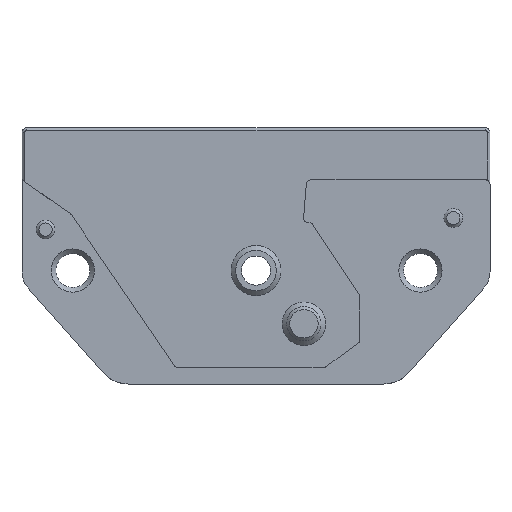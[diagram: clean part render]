
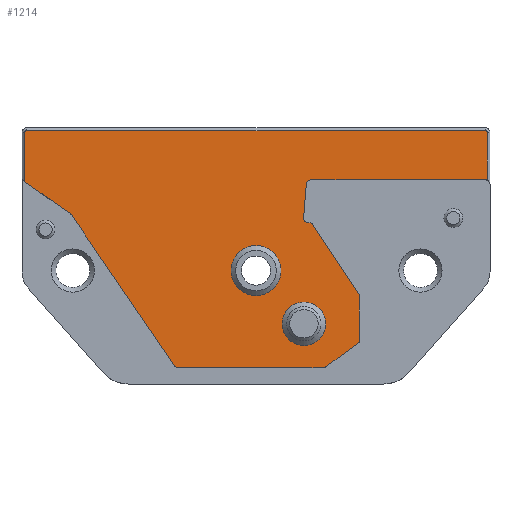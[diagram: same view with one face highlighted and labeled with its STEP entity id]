
A CAD part, top view. The second image highlights one B-rep face of the part: STEP entity #1214.
In plain terms, the highlighted planar face has unit normal (0, 0, 1).
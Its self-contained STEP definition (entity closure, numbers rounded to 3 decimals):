
#19=FACE_BOUND('',#190,.T.);
#20=FACE_BOUND('',#191,.T.);
#43=PLANE('',#1338);
#112=FACE_OUTER_BOUND('',#189,.T.);
#189=EDGE_LOOP('',(#941,#942,#943,#944,#945,#946,#947,#948,#949,#950,#951,
#952,#953,#954,#955,#956,#957,#958,#959,#960,#961,#962));
#190=EDGE_LOOP('',(#963));
#191=EDGE_LOOP('',(#964));
#249=LINE('',#1838,#361);
#252=LINE('',#1849,#364);
#256=LINE('',#1861,#368);
#275=LINE('',#1921,#387);
#282=LINE('',#1939,#394);
#296=LINE('',#1994,#408);
#297=LINE('',#1996,#409);
#298=LINE('',#2000,#410);
#299=LINE('',#2002,#411);
#300=LINE('',#2005,#412);
#301=LINE('',#2009,#413);
#302=LINE('',#2013,#414);
#361=VECTOR('',#1451,10.);
#364=VECTOR('',#1462,10.);
#368=VECTOR('',#1474,10.);
#387=VECTOR('',#1533,10.);
#394=VECTOR('',#1548,10.);
#408=VECTOR('',#1596,10.);
#409=VECTOR('',#1597,10.);
#410=VECTOR('',#1600,10.);
#411=VECTOR('',#1601,10.);
#412=VECTOR('',#1604,10.);
#413=VECTOR('',#1607,10.);
#414=VECTOR('',#1610,10.);
#474=CIRCLE('',#1292,0.2);
#476=CIRCLE('',#1296,0.2);
#480=CIRCLE('',#1315,0.3);
#483=CIRCLE('',#1320,0.5);
#497=CIRCLE('',#1337,0.5);
#498=CIRCLE('',#1339,0.5);
#499=CIRCLE('',#1340,0.5);
#500=CIRCLE('',#1341,0.5);
#501=CIRCLE('',#1342,0.5);
#502=CIRCLE('',#1343,0.5);
#503=CIRCLE('',#1344,2.659);
#504=CIRCLE('',#1345,2.316);
#534=VERTEX_POINT('',#1832);
#536=VERTEX_POINT('',#1836);
#538=VERTEX_POINT('',#1842);
#540=VERTEX_POINT('',#1847);
#542=VERTEX_POINT('',#1854);
#544=VERTEX_POINT('',#1859);
#561=VERTEX_POINT('',#1911);
#562=VERTEX_POINT('',#1912);
#565=VERTEX_POINT('',#1920);
#569=VERTEX_POINT('',#1929);
#570=VERTEX_POINT('',#1931);
#572=VERTEX_POINT('',#1937);
#596=VERTEX_POINT('',#1990);
#597=VERTEX_POINT('',#1995);
#598=VERTEX_POINT('',#1997);
#599=VERTEX_POINT('',#1999);
#600=VERTEX_POINT('',#2001);
#601=VERTEX_POINT('',#2004);
#602=VERTEX_POINT('',#2006);
#603=VERTEX_POINT('',#2008);
#604=VERTEX_POINT('',#2010);
#605=VERTEX_POINT('',#2012);
#606=VERTEX_POINT('',#2015);
#607=VERTEX_POINT('',#2017);
#651=EDGE_CURVE('',#536,#534,#249,.T.);
#654=EDGE_CURVE('',#538,#536,#474,.T.);
#656=EDGE_CURVE('',#540,#538,#252,.T.);
#660=EDGE_CURVE('',#542,#540,#476,.T.);
#662=EDGE_CURVE('',#544,#542,#256,.T.);
#687=EDGE_CURVE('',#561,#562,#480,.T.);
#691=EDGE_CURVE('',#565,#561,#275,.T.);
#696=EDGE_CURVE('',#569,#570,#483,.F.);
#700=EDGE_CURVE('',#569,#572,#282,.T.);
#726=EDGE_CURVE('',#572,#596,#497,.T.);
#728=EDGE_CURVE('',#544,#570,#296,.T.);
#729=EDGE_CURVE('',#596,#597,#297,.T.);
#730=EDGE_CURVE('',#597,#598,#498,.T.);
#731=EDGE_CURVE('',#598,#599,#298,.T.);
#732=EDGE_CURVE('',#599,#600,#299,.T.);
#733=EDGE_CURVE('',#600,#565,#499,.T.);
#734=EDGE_CURVE('',#562,#601,#300,.T.);
#735=EDGE_CURVE('',#602,#601,#500,.F.);
#736=EDGE_CURVE('',#602,#603,#301,.T.);
#737=EDGE_CURVE('',#604,#603,#501,.F.);
#738=EDGE_CURVE('',#604,#605,#302,.T.);
#739=EDGE_CURVE('',#534,#605,#502,.F.);
#740=EDGE_CURVE('',#606,#606,#503,.T.);
#741=EDGE_CURVE('',#607,#607,#504,.T.);
#941=ORIENTED_EDGE('',*,*,#662,.F.);
#942=ORIENTED_EDGE('',*,*,#728,.T.);
#943=ORIENTED_EDGE('',*,*,#696,.F.);
#944=ORIENTED_EDGE('',*,*,#700,.T.);
#945=ORIENTED_EDGE('',*,*,#726,.T.);
#946=ORIENTED_EDGE('',*,*,#729,.T.);
#947=ORIENTED_EDGE('',*,*,#730,.T.);
#948=ORIENTED_EDGE('',*,*,#731,.T.);
#949=ORIENTED_EDGE('',*,*,#732,.T.);
#950=ORIENTED_EDGE('',*,*,#733,.T.);
#951=ORIENTED_EDGE('',*,*,#691,.T.);
#952=ORIENTED_EDGE('',*,*,#687,.T.);
#953=ORIENTED_EDGE('',*,*,#734,.T.);
#954=ORIENTED_EDGE('',*,*,#735,.F.);
#955=ORIENTED_EDGE('',*,*,#736,.T.);
#956=ORIENTED_EDGE('',*,*,#737,.F.);
#957=ORIENTED_EDGE('',*,*,#738,.T.);
#958=ORIENTED_EDGE('',*,*,#739,.F.);
#959=ORIENTED_EDGE('',*,*,#651,.F.);
#960=ORIENTED_EDGE('',*,*,#654,.F.);
#961=ORIENTED_EDGE('',*,*,#656,.F.);
#962=ORIENTED_EDGE('',*,*,#660,.F.);
#963=ORIENTED_EDGE('',*,*,#740,.F.);
#964=ORIENTED_EDGE('',*,*,#741,.F.);
#1214=ADVANCED_FACE('',(#112,#19,#20),#43,.T.);
#1292=AXIS2_PLACEMENT_3D('',#1844,#1457,#1458);
#1296=AXIS2_PLACEMENT_3D('',#1856,#1469,#1470);
#1315=AXIS2_PLACEMENT_3D('',#1913,#1525,#1526);
#1320=AXIS2_PLACEMENT_3D('',#1932,#1541,#1542);
#1337=AXIS2_PLACEMENT_3D('',#1991,#1591,#1592);
#1338=AXIS2_PLACEMENT_3D('',#1993,#1594,#1595);
#1339=AXIS2_PLACEMENT_3D('',#1998,#1598,#1599);
#1340=AXIS2_PLACEMENT_3D('',#2003,#1602,#1603);
#1341=AXIS2_PLACEMENT_3D('',#2007,#1605,#1606);
#1342=AXIS2_PLACEMENT_3D('',#2011,#1608,#1609);
#1343=AXIS2_PLACEMENT_3D('',#2014,#1611,#1612);
#1344=AXIS2_PLACEMENT_3D('',#2016,#1613,#1614);
#1345=AXIS2_PLACEMENT_3D('',#2018,#1615,#1616);
#1451=DIRECTION('',(0.,-1.,0.));
#1457=DIRECTION('center_axis',(0.,0.,-1.));
#1458=DIRECTION('ref_axis',(0.707,0.707,0.));
#1462=DIRECTION('',(1.,0.,0.));
#1469=DIRECTION('center_axis',(0.,0.,-1.));
#1470=DIRECTION('ref_axis',(-0.707,0.707,0.));
#1474=DIRECTION('',(0.,1.,0.));
#1525=DIRECTION('center_axis',(0.,0.,1.));
#1526=DIRECTION('ref_axis',(0.472,0.882,0.));
#1533=DIRECTION('',(-0.555,0.832,0.));
#1541=DIRECTION('center_axis',(0.,0.,-1.));
#1542=DIRECTION('ref_axis',(0.712,0.702,0.));
#1548=DIRECTION('',(0.564,-0.826,0.));
#1591=DIRECTION('center_axis',(0.,0.,1.));
#1592=DIRECTION('ref_axis',(-0.467,-0.884,0.));
#1594=DIRECTION('center_axis',(0.,0.,1.));
#1595=DIRECTION('ref_axis',(-1.,0.,0.));
#1596=DIRECTION('',(0.818,-0.575,0.));
#1597=DIRECTION('',(1.,0.,0.));
#1598=DIRECTION('center_axis',(0.,0.,1.));
#1599=DIRECTION('ref_axis',(0.312,-0.95,0.));
#1600=DIRECTION('',(0.806,0.592,0.));
#1601=DIRECTION('',(0.,1.,0.));
#1602=DIRECTION('center_axis',(0.,0.,1.));
#1603=DIRECTION('ref_axis',(0.957,0.29,0.));
#1604=DIRECTION('',(-1.,0.,0.));
#1605=DIRECTION('center_axis',(0.,0.,-1.));
#1606=DIRECTION('ref_axis',(-0.734,-0.679,0.));
#1607=DIRECTION('',(0.077,0.997,0.));
#1608=DIRECTION('center_axis',(0.,0.,-1.));
#1609=DIRECTION('ref_axis',(-0.679,0.734,0.));
#1610=DIRECTION('',(1.,0.,0.));
#1611=DIRECTION('center_axis',(0.,0.,-1.));
#1612=DIRECTION('ref_axis',(0.707,0.707,0.));
#1613=DIRECTION('center_axis',(0.,0.,1.));
#1614=DIRECTION('ref_axis',(-1.,0.,0.));
#1615=DIRECTION('center_axis',(0.,0.,1.));
#1616=DIRECTION('ref_axis',(-1.,0.,0.));
#1832=CARTESIAN_POINT('',(26.602,67.035,77.327));
#1836=CARTESIAN_POINT('',(26.602,72.108,77.327));
#1838=CARTESIAN_POINT('',(26.602,58.125,77.327));
#1842=CARTESIAN_POINT('',(26.402,72.308,77.327));
#1844=CARTESIAN_POINT('Origin',(26.402,72.108,77.327));
#1847=CARTESIAN_POINT('',(-22.399,72.308,77.327));
#1849=CARTESIAN_POINT('',(14.452,72.308,77.327));
#1854=CARTESIAN_POINT('',(-22.599,72.108,77.327));
#1856=CARTESIAN_POINT('Origin',(-22.399,72.108,77.327));
#1859=CARTESIAN_POINT('',(-22.599,66.872,77.327));
#1861=CARTESIAN_POINT('',(-22.599,65.794,77.327));
#1911=CARTESIAN_POINT('',(8.009,62.359,77.327));
#1912=CARTESIAN_POINT('',(7.759,62.493,77.327));
#1913=CARTESIAN_POINT('Origin',(7.759,62.193,77.327));
#1920=CARTESIAN_POINT('',(12.916,54.999,77.327));
#1921=CARTESIAN_POINT('',(7.82,62.642,77.327));
#1929=CARTESIAN_POINT('',(-17.632,63.344,77.327));
#1931=CARTESIAN_POINT('',(-17.758,63.471,77.327));
#1932=CARTESIAN_POINT('Origin',(-18.045,63.062,77.327));
#1937=CARTESIAN_POINT('',(-6.689,47.305,77.327));
#1939=CARTESIAN_POINT('',(-7.952,49.156,77.327));
#1990=CARTESIAN_POINT('',(-6.276,47.087,77.327));
#1991=CARTESIAN_POINT('Origin',(-6.276,47.587,77.327));
#1993=CARTESIAN_POINT('Origin',(2.001,58.979,77.327));
#1994=CARTESIAN_POINT('',(-10.049,58.056,77.327));
#1995=CARTESIAN_POINT('',(9.138,47.087,77.327));
#1996=CARTESIAN_POINT('',(5.652,47.087,77.327));
#1997=CARTESIAN_POINT('',(9.434,47.184,77.327));
#1998=CARTESIAN_POINT('Origin',(9.138,47.587,77.327));
#1999=CARTESIAN_POINT('',(13.,49.805,77.327));
#2000=CARTESIAN_POINT('',(11.618,48.789,77.327));
#2001=CARTESIAN_POINT('',(13.,54.722,77.327));
#2002=CARTESIAN_POINT('',(13.,56.926,77.327));
#2003=CARTESIAN_POINT('Origin',(12.5,54.722,77.327));
#2004=CARTESIAN_POINT('',(7.571,62.493,77.327));
#2005=CARTESIAN_POINT('',(4.516,62.493,77.327));
#2006=CARTESIAN_POINT('',(7.072,63.032,77.327));
#2007=CARTESIAN_POINT('Origin',(7.571,62.993,77.327));
#2008=CARTESIAN_POINT('',(7.35,66.615,77.327));
#2009=CARTESIAN_POINT('',(7.058,62.844,77.327));
#2010=CARTESIAN_POINT('',(7.849,67.077,77.327));
#2011=CARTESIAN_POINT('Origin',(7.849,66.577,77.327));
#2012=CARTESIAN_POINT('',(26.402,67.077,77.327));
#2013=CARTESIAN_POINT('',(14.452,67.077,77.327));
#2014=CARTESIAN_POINT('Origin',(26.402,66.577,77.327));
#2015=CARTESIAN_POINT('',(4.66,57.425,77.327));
#2016=CARTESIAN_POINT('Origin',(2.001,57.425,77.327));
#2017=CARTESIAN_POINT('',(9.414,51.762,77.327));
#2018=CARTESIAN_POINT('Origin',(7.098,51.762,77.327));
